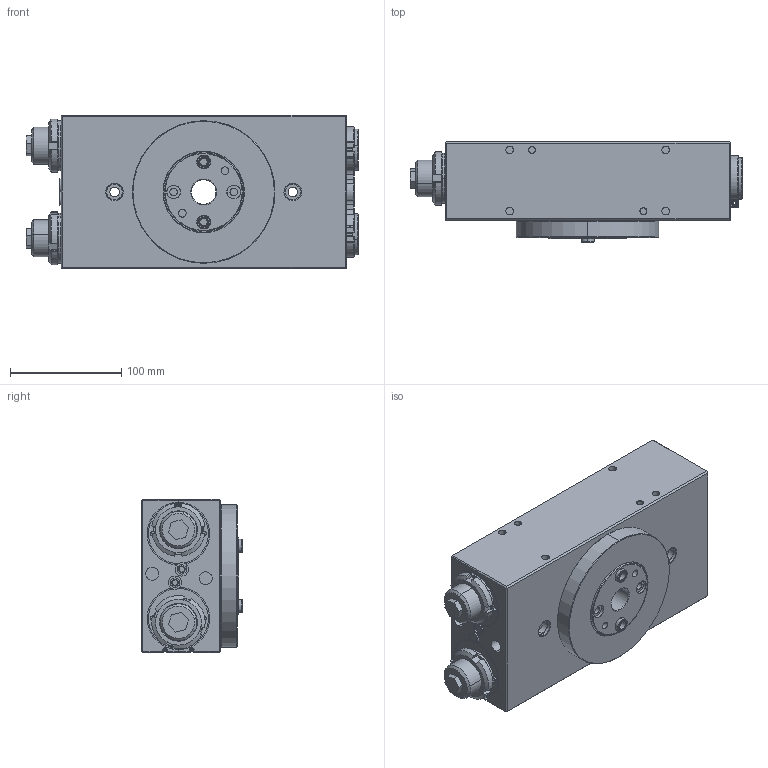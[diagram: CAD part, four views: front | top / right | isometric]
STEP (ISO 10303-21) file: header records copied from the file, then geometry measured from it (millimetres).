
FILE_DESCRIPTION (( 'STEP AP203' ), '1' );
FILE_NAME ('TP50-180.STEP', '2025-01-03T02:37:13', ( 'USER-' ), ( 'Microsoft' ), 'SwSTEP 2.0', 'SolidWorks 2018', '' );
FILE_SCHEMA (( 'CONFIG_CONTROL_DESIGN' ));
Length unit declared in the file: millimetre
Products named in the file (16): M33-1.5-10蹟譫; TP50-07硬限位圈; TP50-08 癹弇縐嘀; ﾏ擎ﾗ12｡ﾁ8｡ﾁ6; TP50; TP50-180; TP50-05 茞癹弇蟀諉极; 棠羲換覜ん; TP50-M-09 躇猾詩遠; TP50-02 喘謫粣; TP50-10 粣創揤遠; TP50-04 遣喳蟀諉极; M6晦す芛蹟隊; 33-30遣喳ん耀倰NBK; TP50-06 茞癹弇裝; TP50-01褲极
Assembly tree (25 placements, depth 2):
  TP50-180
    TP50-01褲极
    TP50-02 喘謫粣
    TP50-05 茞癹弇蟀諉极  x2
    TP50-04 遣喳蟀諉极  x2
    33-30遣喳ん耀倰NBK  x2
    M33-1.5-10蹟譫  x2
    TP50-M-09 躇猾詩遠  x2
    TP50-06 茞癹弇裝  x2
    TP50-07硬限位圈  x2
    TP50-10 粣創揤遠
    TP50-08 癹弇縐嘀
    M6晦す芛蹟隊  x2
    TP50
    ﾏ擎ﾗ12｡ﾁ8｡ﾁ6  x2
    棠羲換覜ん  x2
Bounding box: 297.98 x 90.4 x 138 mm (x, y, z)
Volume: 1928697.9 mm3; surface area: 366188.9 mm2
Topology: 25 solids, 43 shells, 2108 faces, 5522 edges, 3553 vertices
Faces by surface type: plane 1086, cylinder 490, cone 261, bspline 259, torus 12
Entity records: 60565 total; most frequent: CARTESIAN_POINT 20602, ORIENTED_EDGE 8338, DIRECTION 7049, EDGE_CURVE 4169, VERTEX_POINT 2722, LINE 2515, VECTOR 2515, AXIS2_PLACEMENT_3D 2267
